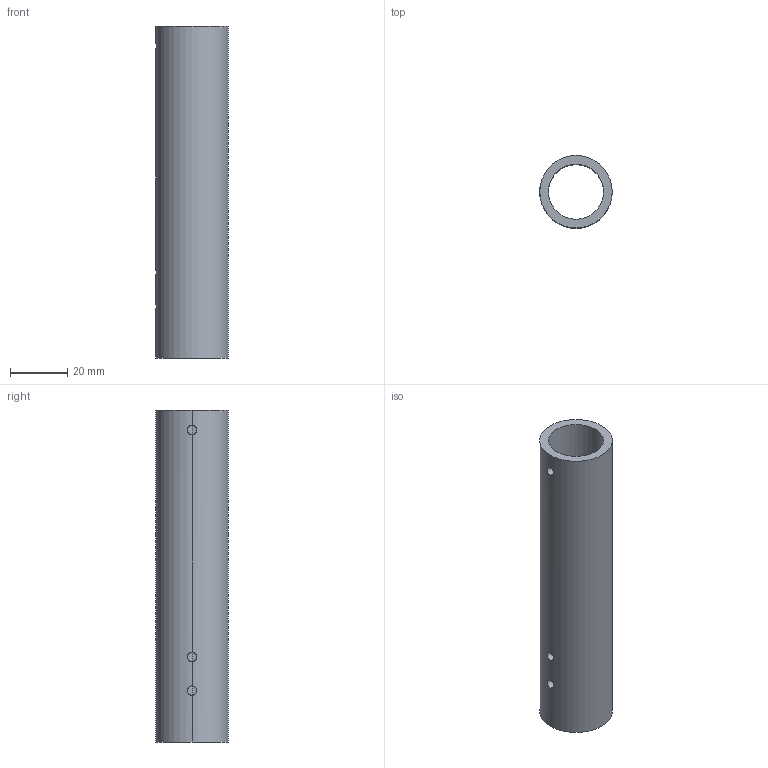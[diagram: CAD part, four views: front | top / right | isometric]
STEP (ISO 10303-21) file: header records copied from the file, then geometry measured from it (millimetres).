
FILE_DESCRIPTION (( 'STEP AP203' ), '1' );
FILE_NAME ('J4 Main Shaft.STEP', '2018-05-06T05:00:25', ( '' ), ( '' ), 'SwSTEP 2.0', 'SolidWorks 2016', '' );
FILE_SCHEMA (( 'CONFIG_CONTROL_DESIGN' ));
Length unit declared in the file: millimetre
Products named in the file (1): J4 Main Shaft
Bounding box: 25.4 x 25.4 x 116.3 mm (x, y, z)
Volume: 24813.7 mm3; surface area: 16805.3 mm2
Topology: 1 solids, 1 shells, 12 faces, 36 edges, 20 vertices
Faces by surface type: cylinder 10, plane 2
Entity records: 773 total; most frequent: CARTESIAN_POINT 381, ORIENTED_EDGE 72, DIRECTION 58, EDGE_CURVE 36, AXIS2_PLACEMENT_3D 21, VERTEX_POINT 20, VECTOR 16, LINE 16
